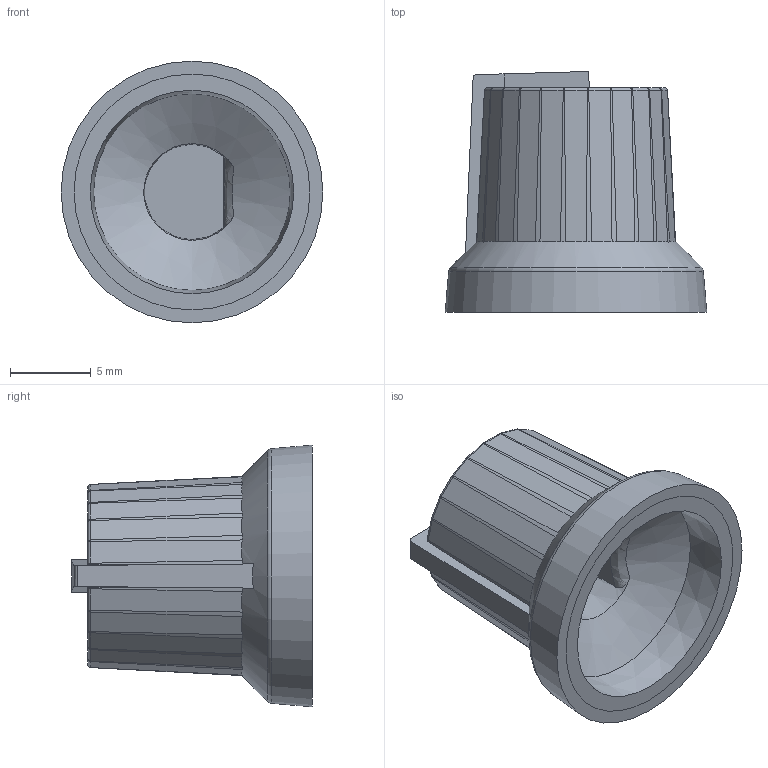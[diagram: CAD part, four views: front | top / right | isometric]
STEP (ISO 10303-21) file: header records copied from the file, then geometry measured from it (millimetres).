
FILE_DESCRIPTION(/* description */ (''),/* implementation_level */ '2;1');
FILE_NAME(/* name */ 'CL170850BR K87MBR 6mm D black yellow.stp',/* time_stamp */ '2024-02-15T14:47:23+00:00',/* author */ ('tottley'),/* organization */ (''),/* preprocessor_version */ 'ST-DEVELOPER v18.1',/* originating_system */ 'Autodesk Inventor 2022',/* authorisation */ '');
FILE_SCHEMA (('AUTOMOTIVE_DESIGN { 1 0 10303 214 3 1 1 }'));
Length unit declared in the file: millimetre
Products named in the file (1): CL170850BR K87MBR 6mm D black yellow
Bounding box: 16.2 x 14.9 x 16.2 mm (x, y, z)
Volume: 1250.9 mm3; surface area: 1175.8 mm2
Topology: 1 solids, 1 shells, 118 faces, 343 edges, 229 vertices
Faces by surface type: plane 37, cone 29, cylinder 26, torus 25, bspline 1
Entity records: 4101 total; most frequent: CARTESIAN_POINT 904, ORIENTED_EDGE 686, DIRECTION 635, EDGE_CURVE 343, AXIS2_PLACEMENT_3D 256, VERTEX_POINT 229, LINE 123, VECTOR 123
